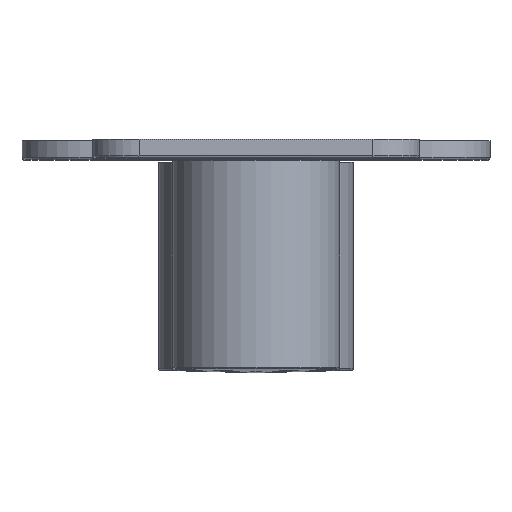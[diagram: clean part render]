
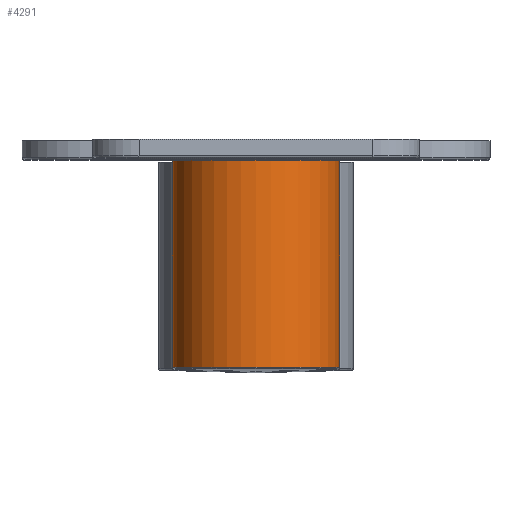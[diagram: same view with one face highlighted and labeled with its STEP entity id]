
A CAD part, top view. The second image highlights one B-rep face of the part: STEP entity #4291.
In plain terms, the highlighted cylindrical face has radius 17.85 mm (diameter 35.7 mm), a full revolution.
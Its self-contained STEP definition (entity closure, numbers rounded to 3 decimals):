
#349=B_SPLINE_CURVE_WITH_KNOTS('',3,(#17393,#17394,#17395,#17396,#17397,
#17398,#17399,#17400,#17401,#17402,#17403),.UNSPECIFIED.,.T.,.F.,(1,1,1,
1,1,1,1,1,1,1,1,1,1,1,1),(-0.009,-0.006,-0.003,
0.,0.003,0.006,0.009,0.013,
0.016,0.019,0.022,0.025,
0.028,0.031,0.034),.UNSPECIFIED.);
#700=CIRCLE('',#4753,17.85);
#701=CIRCLE('',#4755,17.85);
#1897=ORIENTED_EDGE('',*,*,#2500,.T.);
#1898=ORIENTED_EDGE('',*,*,#2501,.T.);
#1899=ORIENTED_EDGE('',*,*,#2498,.T.);
#2498=EDGE_CURVE('',#2908,#2908,#349,.T.);
#2500=EDGE_CURVE('',#2910,#2910,#700,.T.);
#2501=EDGE_CURVE('',#2911,#2911,#701,.T.);
#2908=VERTEX_POINT('',#17404);
#2910=VERTEX_POINT('',#17410);
#2911=VERTEX_POINT('',#17413);
#3563=EDGE_LOOP('',(#1897));
#3564=EDGE_LOOP('',(#1898));
#3565=EDGE_LOOP('',(#1899));
#3927=FACE_BOUND('',#3563,.T.);
#3928=FACE_BOUND('',#3564,.T.);
#3929=FACE_BOUND('',#3565,.T.);
#4023=CYLINDRICAL_SURFACE('',#4754,17.85);
#4291=ADVANCED_FACE('',(#3927,#3928,#3929),#4023,.T.);
#4753=AXIS2_PLACEMENT_3D('',#17409,#5690,#5691);
#4754=AXIS2_PLACEMENT_3D('',#17411,#5692,#5693);
#4755=AXIS2_PLACEMENT_3D('',#17412,#5694,#5695);
#5690=DIRECTION('',(0.,0.,-1.));
#5691=DIRECTION('',(-1.,0.,0.));
#5692=DIRECTION('',(0.,0.,1.));
#5693=DIRECTION('',(0.,-1.,0.));
#5694=DIRECTION('',(0.,0.,1.));
#5695=DIRECTION('',(0.,1.,0.));
#17393=CARTESIAN_POINT('',(-17.626,3.137,12.133));
#17394=CARTESIAN_POINT('',(-17.962,-0.001,13.433));
#17395=CARTESIAN_POINT('',(-17.626,-3.135,12.133));
#17396=CARTESIAN_POINT('',(-17.281,-4.432,9.005));
#17397=CARTESIAN_POINT('',(-17.626,-3.137,5.867));
#17398=CARTESIAN_POINT('',(-17.962,0.,4.567));
#17399=CARTESIAN_POINT('',(-17.626,3.135,5.867));
#17400=CARTESIAN_POINT('',(-17.281,4.432,8.995));
#17401=CARTESIAN_POINT('',(-17.626,3.137,12.133));
#17402=CARTESIAN_POINT('',(-17.962,-0.001,13.433));
#17403=CARTESIAN_POINT('',(-17.626,-3.135,12.133));
#17404=CARTESIAN_POINT('',(-17.85,0.,13.));
#17409=CARTESIAN_POINT('',(0.,0.,44.224));
#17410=CARTESIAN_POINT('',(-17.85,0.,44.224));
#17411=CARTESIAN_POINT('',(0.,0.,0.));
#17412=CARTESIAN_POINT('',(0.,0.,0.));
#17413=CARTESIAN_POINT('',(0.,17.85,0.));
